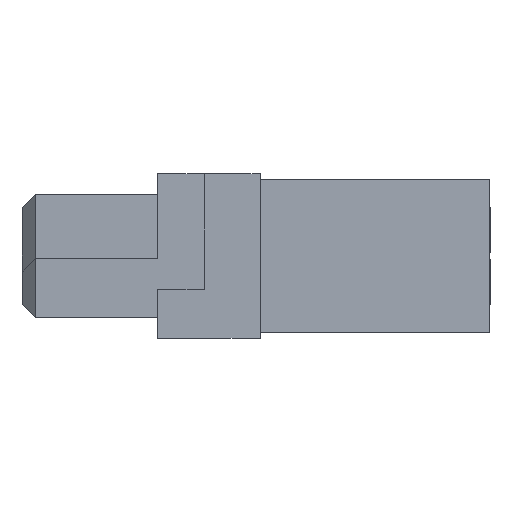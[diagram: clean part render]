
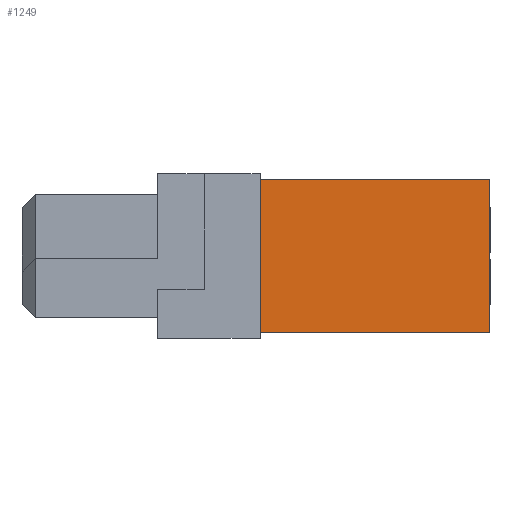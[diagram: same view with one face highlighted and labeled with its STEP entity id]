
A CAD part, left-side view. The second image highlights one B-rep face of the part: STEP entity #1249.
In plain terms, the highlighted planar face has unit normal (-1, 0, 0).
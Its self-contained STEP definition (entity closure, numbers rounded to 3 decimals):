
#1249=ADVANCED_FACE('',(#3371),#2312,.F.);
#2312=PLANE('',#21615);
#3371=FACE_OUTER_BOUND('',#4506,.T.);
#4506=EDGE_LOOP('',(#9499,#9500,#9501,#9502));
#9499=ORIENTED_EDGE('',*,*,#14805,.F.);
#9500=ORIENTED_EDGE('',*,*,#14803,.F.);
#9501=ORIENTED_EDGE('',*,*,#14800,.F.);
#9502=ORIENTED_EDGE('',*,*,#14806,.F.);
#12013=VERTEX_POINT('',#32283);
#12014=VERTEX_POINT('',#32285);
#12016=VERTEX_POINT('',#32291);
#12017=VERTEX_POINT('',#32295);
#14800=EDGE_CURVE('',#12013,#12014,#17628,.T.);
#14803=EDGE_CURVE('',#12014,#12016,#17631,.T.);
#14805=EDGE_CURVE('',#12016,#12017,#17633,.T.);
#14806=EDGE_CURVE('',#12017,#12013,#17634,.T.);
#17628=LINE('',#32284,#20426);
#17631=LINE('',#32290,#20429);
#17633=LINE('',#32294,#20431);
#17634=LINE('',#32296,#20432);
#20426=VECTOR('',#26533,1.);
#20429=VECTOR('',#26538,1.);
#20431=VECTOR('',#26542,1.);
#20432=VECTOR('',#26543,1.);
#21615=AXIS2_PLACEMENT_3D('',#32297,#26544,#26545);
#26533=DIRECTION('',(0.,0.,1.));
#26538=DIRECTION('',(0.,-1.,0.));
#26542=DIRECTION('',(0.,0.,-1.));
#26543=DIRECTION('',(0.,1.,0.));
#26544=DIRECTION('',(1.,0.,0.));
#26545=DIRECTION('',(0.,-1.,0.));
#32283=CARTESIAN_POINT('',(-41.975,-1.5,-3.715));
#32284=CARTESIAN_POINT('',(-41.975,-1.5,-3.715));
#32285=CARTESIAN_POINT('',(-41.975,-1.5,3.715));
#32290=CARTESIAN_POINT('',(-41.975,-1.5,3.715));
#32291=CARTESIAN_POINT('',(-41.975,-12.6,3.715));
#32294=CARTESIAN_POINT('',(-41.975,-12.6,3.715));
#32295=CARTESIAN_POINT('',(-41.975,-12.6,-3.715));
#32296=CARTESIAN_POINT('',(-41.975,-12.6,-3.715));
#32297=CARTESIAN_POINT('',(-41.975,-1.5,3.975));
